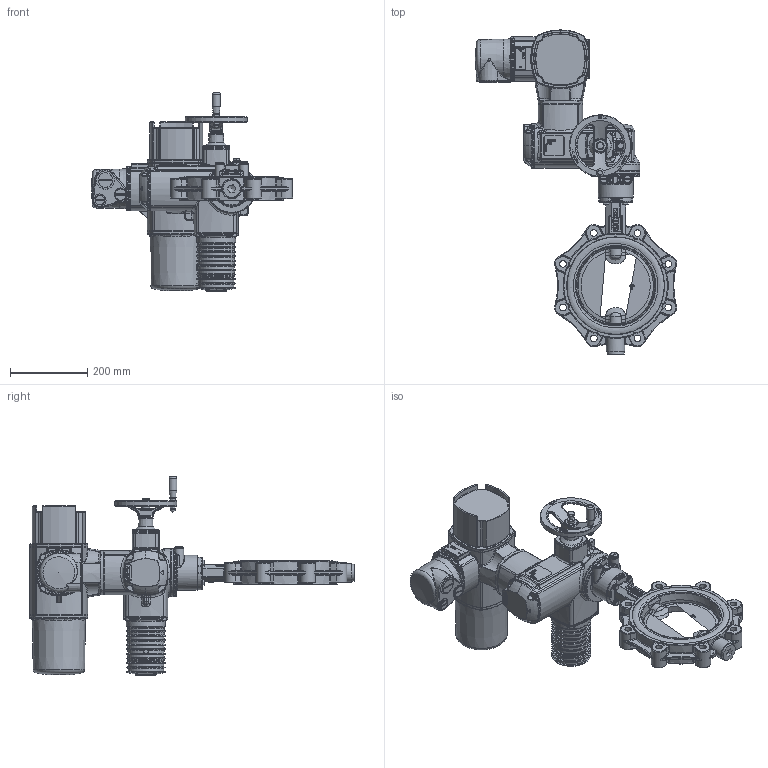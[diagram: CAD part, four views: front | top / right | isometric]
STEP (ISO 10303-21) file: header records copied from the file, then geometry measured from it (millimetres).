
FILE_DESCRIPTION(/* description */ (''),/* implementation_level */ '2;1');
FILE_NAME(/* name */ 'DZ6E-200-0116.stp',/* time_stamp */ '2018-01-12T08:35:24+01:00',/* author */ ('hellwig'),/* organization */ (''),/* preprocessor_version */ 'ST-DEVELOPER v16.5',/* originating_system */ 'Autodesk Inventor 2017',/* authorisation */ '');
FILE_SCHEMA (('AUTOMOTIVE_DESIGN { 1 0 10303 214 3 1 1 }'));
Length unit declared in the file: millimetre
Products named in the file (1): M49013
Bounding box: 520.87 x 839 x 514.2 mm (x, y, z)
Volume: 18558316.2 mm3; surface area: 1031085.6 mm2
Topology: 23 solids, 24 shells, 4812 faces, 11878 edges, 7110 vertices
Faces by surface type: bspline 1672, plane 1246, cylinder 919, torus 513, cone 310, sphere 152
Full cylindrical faces by diameter (mm): 4 x1, 4.917 x3, 5 x4, 6.6 x4, 6.8 x4, 7.323 x4, 8 x5, 8.4 x4, 9 x4, 11.4 x4, 12.5 x1, 16 x4, 17.294 x8, 18.5 x1, 19 x2, 20 x4, 20.7 x3, 22 x8, 22.2 x2, 22.31 x3, 24 x2, 25 x2, 29.95 x3, 30 x8, 34 x1, 36.376 x2, 38 x1, 38.3 x1, 42 x1, 44 x1
Entity records: 567487 total; most frequent: CARTESIAN_POINT 461935, ORIENTED_EDGE 22434, DIRECTION 17809, EDGE_CURVE 11214, VERTEX_POINT 6951, AXIS2_PLACEMENT_3D 6876, EDGE_LOOP 5380, STYLED_ITEM 4809
